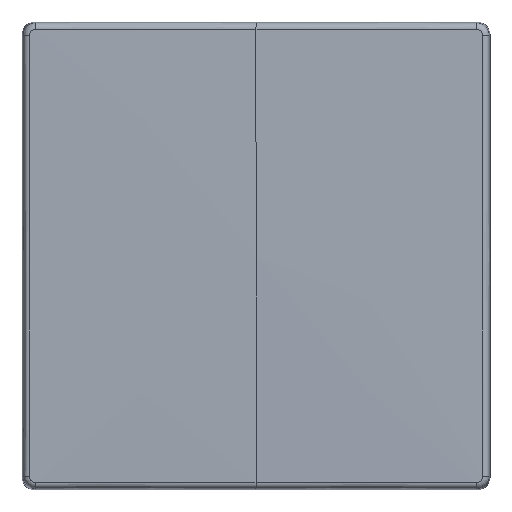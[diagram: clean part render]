
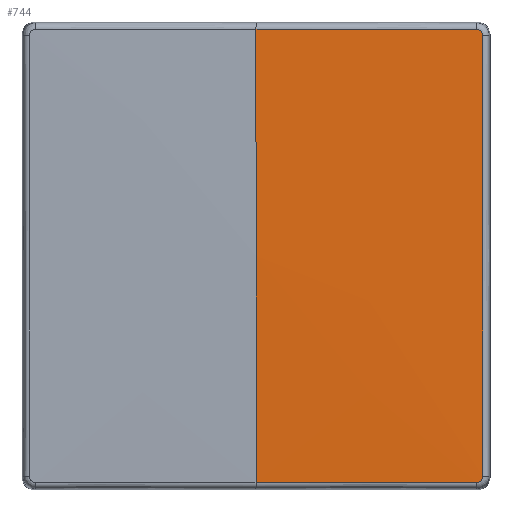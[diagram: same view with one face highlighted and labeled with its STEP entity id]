
A CAD part, top view. The second image highlights one B-rep face of the part: STEP entity #744.
In plain terms, the highlighted free-form (B-spline) face has degree [2, 5] with [3, 6] control points.
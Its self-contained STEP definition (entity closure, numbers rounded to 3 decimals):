
#2 = CARTESIAN_POINT ( 'NONE',  ( 0., 7.501, 12.08 ) ) ;
#9 = CARTESIAN_POINT ( 'NONE',  ( 0., 37.5, 11.6 ) ) ;
#15 = ORIENTED_EDGE ( 'NONE', *, *, #1116, .T. ) ;
#40 = VERTEX_POINT ( 'NONE', #402 ) ;
#51 = CARTESIAN_POINT ( 'NONE',  ( 36.306, -35.503, 11.603 ) ) ;
#52 = CARTESIAN_POINT ( 'NONE',  ( 36.317, -35.316, 11.603 ) ) ;
#54 = ORIENTED_EDGE ( 'NONE', *, *, #663, .T. ) ;
#60 = CARTESIAN_POINT ( 'NONE',  ( 35.871, -36.177, 11.602 ) ) ;
#92 = CARTESIAN_POINT ( 'NONE',  ( 37.5, 22.5, 11.6 ) ) ;
#140 = CARTESIAN_POINT ( 'NONE',  ( 0., -36.335, 11.624 ) ) ;
#151 = CARTESIAN_POINT ( 'NONE',  ( 37.5, -22.5, 11.6 ) ) ;
#166 = CARTESIAN_POINT ( 'NONE',  ( 36.317, -35.316, 11.603 ) ) ;
#169 = CARTESIAN_POINT ( 'NONE',  ( 11.834, 36.335, 11.624 ) ) ;
#189 = CARTESIAN_POINT ( 'NONE',  ( 18.75, 22.503, 11.92 ) ) ;
#212 = CARTESIAN_POINT ( 'NONE',  ( 35.404, -36.315, 11.603 ) ) ;
#234 = CARTESIAN_POINT ( 'NONE',  ( 0., 36.335, 11.624 ) ) ;
#242 = CARTESIAN_POINT ( 'NONE',  ( 35.316, 36.317, 11.603 ) ) ;
#305 = ORIENTED_EDGE ( 'NONE', *, *, #685, .T. ) ;
#323 = FACE_OUTER_BOUND ( 'NONE', #1258, .T. ) ;
#324 = B_SPLINE_CURVE_WITH_KNOTS ( 'NONE', 5,
 ( #905, #843, #1094, #1152, #1147, #1023, #1132, #1105, #1008 ),
 .UNSPECIFIED., .F., .F.,
 ( 6, 3, 6 ),
 ( -124.523, -35.899, -24.496 ),
 .UNSPECIFIED. ) ;
#402 = CARTESIAN_POINT ( 'NONE',  ( 35.316, -36.317, 11.603 ) ) ;
#442 = B_SPLINE_CURVE_WITH_KNOTS ( 'NONE', 3,
 ( #524, #520, #169, #1313 ),
 .UNSPECIFIED., .F., .F.,
 ( 4, 4 ),
 ( 0., 1. ),
 .UNSPECIFIED. ) ;
#461 = CARTESIAN_POINT ( 'NONE',  ( 0., 21.803, 11.925 ) ) ;
#465 = VERTEX_POINT ( 'NONE', #1060 ) ;
#477 = CARTESIAN_POINT ( 'NONE',  ( 37.5, 7.5, 11.6 ) ) ;
#483 = CARTESIAN_POINT ( 'NONE',  ( 35.316, -36.317, 11.603 ) ) ;
#486 = CARTESIAN_POINT ( 'NONE',  ( 36.317, 35.36, 11.603 ) ) ;
#490 = B_SPLINE_SURFACE_WITH_KNOTS ( 'NONE', 2, 5, ( 
 ( #9, #1086, #2, #1228, #1197, #1240 ),
 ( #1018, #189, #1073, #505, #1311, #503 ),
 ( #624, #92, #477, #1064, #151, #1316 ) ),
 .UNSPECIFIED., .F., .F., .F.,
 ( 3, 3 ),
 ( 6, 6 ),
 ( 0., 37.503 ),
 ( 0., 75.006 ),
 .UNSPECIFIED. ) ;
#503 = CARTESIAN_POINT ( 'NONE',  ( 18.75, -37.5, 11.6 ) ) ;
#505 = CARTESIAN_POINT ( 'NONE',  ( 18.752, -7.501, 12.08 ) ) ;
#520 = CARTESIAN_POINT ( 'NONE',  ( 23.606, 36.329, 11.617 ) ) ;
#524 = CARTESIAN_POINT ( 'NONE',  ( 35.316, 36.317, 11.603 ) ) ;
#526 = CARTESIAN_POINT ( 'NONE',  ( 36.273, 35.666, 11.602 ) ) ;
#533 = CARTESIAN_POINT ( 'NONE',  ( 36.177, 35.871, 11.602 ) ) ;
#538 = CARTESIAN_POINT ( 'NONE',  ( 36.315, 35.404, 11.603 ) ) ;
#548 = VERTEX_POINT ( 'NONE', #1327 ) ;
#576 = CARTESIAN_POINT ( 'NONE',  ( 36.317, 35.316, 11.603 ) ) ;
#579 = CARTESIAN_POINT ( 'NONE',  ( 0., 7.268, 12.075 ) ) ;
#584 = CARTESIAN_POINT ( 'NONE',  ( 35.36, -36.317, 11.603 ) ) ;
#598 = CARTESIAN_POINT ( 'NONE',  ( 36.065, 36.015, 11.602 ) ) ;
#611 = CARTESIAN_POINT ( 'NONE',  ( 35.85, 36.19, 11.602 ) ) ;
#618 = VERTEX_POINT ( 'NONE', #242 ) ;
#624 = CARTESIAN_POINT ( 'NONE',  ( 37.5, 37.5, 11.6 ) ) ;
#630 = CARTESIAN_POINT ( 'NONE',  ( 35.595, 36.284, 11.603 ) ) ;
#634 = CARTESIAN_POINT ( 'NONE',  ( 35.503, 36.306, 11.603 ) ) ;
#637 = CARTESIAN_POINT ( 'NONE',  ( 35.41, 36.317, 11.603 ) ) ;
#638 = CARTESIAN_POINT ( 'NONE',  ( 35.316, 36.317, 11.603 ) ) ;
#663 = EDGE_CURVE ( 'NONE', #548, #40, #1087, .T. ) ;
#664 = ORIENTED_EDGE ( 'NONE', *, *, #1125, .T. ) ;
#667 = CARTESIAN_POINT ( 'NONE',  ( 36.015, -36.065, 11.602 ) ) ;
#685 = EDGE_CURVE ( 'NONE', #40, #950, #967, .T. ) ;
#705 = CARTESIAN_POINT ( 'NONE',  ( 36.284, -35.595, 11.603 ) ) ;
#710 = CARTESIAN_POINT ( 'NONE',  ( 35.666, -36.273, 11.602 ) ) ;
#734 = B_SPLINE_CURVE_WITH_KNOTS ( 'NONE', 5,
 ( #576, #486, #538, #1351, #526, #533, #598, #611, #630, #634, #637, #638 ),
 .UNSPECIFIED., .F., .F.,
 ( 6, 3, 3, 6 ),
 ( 5.27, 5.763, 7.738, 8.783 ),
 .UNSPECIFIED. ) ;
#744 = ADVANCED_FACE ( 'NONE', ( #323 ), #490, .F. ) ;
#820 = VERTEX_POINT ( 'NONE', #946 ) ;
#834 = CARTESIAN_POINT ( 'NONE',  ( 35.448, -36.31, 11.603 ) ) ;
#841 = EDGE_CURVE ( 'NONE', #548, #465, #925, .T. ) ;
#843 = CARTESIAN_POINT ( 'NONE',  ( 36.33, -22.783, 11.618 ) ) ;
#852 = CARTESIAN_POINT ( 'NONE',  ( 35.316, -36.317, 11.603 ) ) ;
#859 = CARTESIAN_POINT ( 'NONE',  ( 36.317, -35.41, 11.603 ) ) ;
#885 = CARTESIAN_POINT ( 'NONE',  ( 24.56, -36.327, 11.614 ) ) ;
#905 = CARTESIAN_POINT ( 'NONE',  ( 36.317, -35.316, 11.603 ) ) ;
#925 = B_SPLINE_CURVE_WITH_KNOTS ( 'NONE', 5,
 ( #140, #1295, #1130, #579, #461, #234 ),
 .UNSPECIFIED., .F., .F.,
 ( 6, 6 ),
 ( -73.84, -1.165 ),
 .UNSPECIFIED. ) ;
#946 = CARTESIAN_POINT ( 'NONE',  ( 36.317, 35.316, 11.603 ) ) ;
#950 = VERTEX_POINT ( 'NONE', #52 ) ;
#964 = CARTESIAN_POINT ( 'NONE',  ( 31.825, -36.321, 11.607 ) ) ;
#967 = B_SPLINE_CURVE_WITH_KNOTS ( 'NONE', 5,
 ( #852, #584, #212, #834, #710, #60, #667, #1247, #705, #51, #859, #166 ),
 .UNSPECIFIED., .F., .F.,
 ( 6, 3, 3, 6 ),
 ( 5.27, 5.763, 7.738, 8.783 ),
 .UNSPECIFIED. ) ;
#1008 = CARTESIAN_POINT ( 'NONE',  ( 36.317, 35.316, 11.603 ) ) ;
#1018 = CARTESIAN_POINT ( 'NONE',  ( 18.75, 37.5, 11.6 ) ) ;
#1023 = CARTESIAN_POINT ( 'NONE',  ( 36.322, 30.575, 11.608 ) ) ;
#1024 = CARTESIAN_POINT ( 'NONE',  ( 3.463, -36.335, 11.624 ) ) ;
#1060 = CARTESIAN_POINT ( 'NONE',  ( 0., 36.335, 11.624 ) ) ;
#1064 = CARTESIAN_POINT ( 'NONE',  ( 37.5, -7.5, 11.6 ) ) ;
#1073 = CARTESIAN_POINT ( 'NONE',  ( 18.752, 7.501, 12.08 ) ) ;
#1086 = CARTESIAN_POINT ( 'NONE',  ( 0., 22.502, 11.92 ) ) ;
#1087 = B_SPLINE_CURVE_WITH_KNOTS ( 'NONE', 5,
 ( #1107, #1024, #1176, #1151, #1111, #885, #1341, #964, #483 ),
 .UNSPECIFIED., .F., .F.,
 ( 6, 3, 6 ),
 ( 70.281, 94.583, 119.016 ),
 .UNSPECIFIED. ) ;
#1094 = CARTESIAN_POINT ( 'NONE',  ( 36.337, -10.25, 11.627 ) ) ;
#1105 = CARTESIAN_POINT ( 'NONE',  ( 36.319, 33.75, 11.605 ) ) ;
#1107 = CARTESIAN_POINT ( 'NONE',  ( 0., -36.335, 11.624 ) ) ;
#1111 = CARTESIAN_POINT ( 'NONE',  ( 17.668, -36.331, 11.62 ) ) ;
#1116 = EDGE_CURVE ( 'NONE', #618, #465, #442, .T. ) ;
#1119 = ORIENTED_EDGE ( 'NONE', *, *, #1303, .T. ) ;
#1125 = EDGE_CURVE ( 'NONE', #950, #820, #324, .T. ) ;
#1130 = CARTESIAN_POINT ( 'NONE',  ( 0., -7.268, 12.075 ) ) ;
#1132 = CARTESIAN_POINT ( 'NONE',  ( 36.32, 32.171, 11.607 ) ) ;
#1147 = CARTESIAN_POINT ( 'NONE',  ( 36.334, 16.429, 11.623 ) ) ;
#1151 = CARTESIAN_POINT ( 'NONE',  ( 10.776, -36.334, 11.623 ) ) ;
#1152 = CARTESIAN_POINT ( 'NONE',  ( 36.338, 2.283, 11.628 ) ) ;
#1176 = CARTESIAN_POINT ( 'NONE',  ( 7.012, -36.335, 11.624 ) ) ;
#1197 = CARTESIAN_POINT ( 'NONE',  ( 0., -22.502, 11.92 ) ) ;
#1203 = ORIENTED_EDGE ( 'NONE', *, *, #841, .F. ) ;
#1228 = CARTESIAN_POINT ( 'NONE',  ( 0., -7.501, 12.08 ) ) ;
#1240 = CARTESIAN_POINT ( 'NONE',  ( 0., -37.5, 11.6 ) ) ;
#1247 = CARTESIAN_POINT ( 'NONE',  ( 36.19, -35.85, 11.602 ) ) ;
#1258 = EDGE_LOOP ( 'NONE', ( #54, #305, #664, #1119, #15, #1203 ) ) ;
#1295 = CARTESIAN_POINT ( 'NONE',  ( 0., -21.803, 11.925 ) ) ;
#1303 = EDGE_CURVE ( 'NONE', #820, #618, #734, .T. ) ;
#1311 = CARTESIAN_POINT ( 'NONE',  ( 18.75, -22.503, 11.92 ) ) ;
#1313 = CARTESIAN_POINT ( 'NONE',  ( 0., 36.335, 11.624 ) ) ;
#1316 = CARTESIAN_POINT ( 'NONE',  ( 37.5, -37.5, 11.6 ) ) ;
#1327 = CARTESIAN_POINT ( 'NONE',  ( 0., -36.335, 11.624 ) ) ;
#1341 = CARTESIAN_POINT ( 'NONE',  ( 28.256, -36.324, 11.611 ) ) ;
#1351 = CARTESIAN_POINT ( 'NONE',  ( 36.31, 35.448, 11.603 ) ) ;
